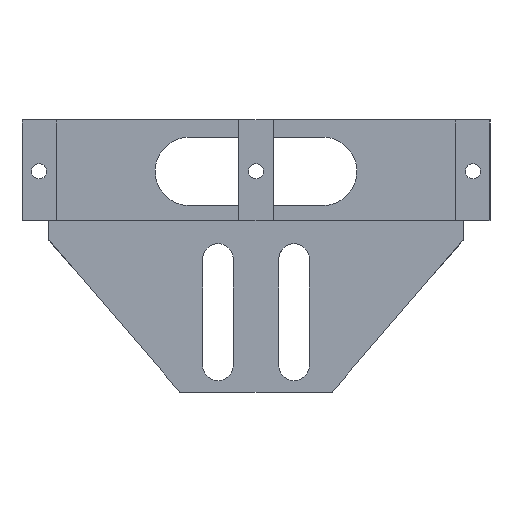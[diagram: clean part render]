
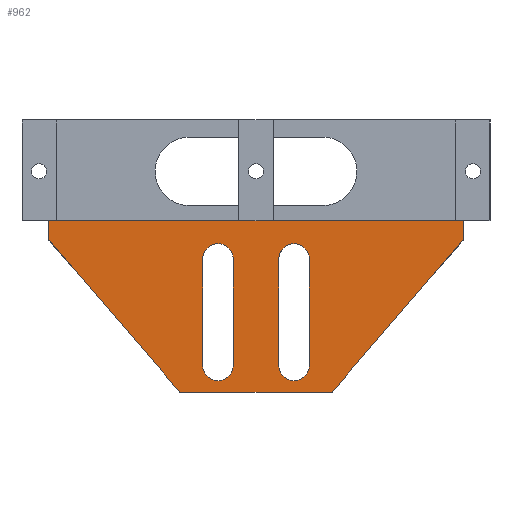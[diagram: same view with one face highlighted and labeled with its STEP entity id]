
A CAD part, front view. The second image highlights one B-rep face of the part: STEP entity #962.
In plain terms, the highlighted planar face has unit normal (0, -1, 0).
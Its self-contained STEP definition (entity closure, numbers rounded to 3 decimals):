
#15=FACE_BOUND('',#117,.T.);
#16=FACE_BOUND('',#118,.T.);
#29=PLANE('',#1020);
#68=FACE_OUTER_BOUND('',#116,.T.);
#116=EDGE_LOOP('',(#701,#702,#703,#704,#705,#706));
#117=EDGE_LOOP('',(#707,#708,#709,#710));
#118=EDGE_LOOP('',(#711,#712,#713,#714));
#177=CIRCLE('',#1021,2.);
#178=CIRCLE('',#1022,2.);
#179=CIRCLE('',#1023,2.);
#180=CIRCLE('',#1024,2.);
#195=LINE('',#1408,#313);
#199=LINE('',#1416,#317);
#208=LINE('',#1434,#326);
#209=LINE('',#1437,#327);
#210=LINE('',#1439,#328);
#211=LINE('',#1440,#329);
#212=LINE('',#1443,#330);
#213=LINE('',#1447,#331);
#214=LINE('',#1451,#332);
#215=LINE('',#1455,#333);
#313=VECTOR('',#1099,10.);
#317=VECTOR('',#1105,10.);
#326=VECTOR('',#1122,10.);
#327=VECTOR('',#1125,10.);
#328=VECTOR('',#1126,10.);
#329=VECTOR('',#1127,10.);
#330=VECTOR('',#1128,10.);
#331=VECTOR('',#1131,10.);
#332=VECTOR('',#1134,10.);
#333=VECTOR('',#1137,10.);
#441=VERTEX_POINT('',#1406);
#442=VERTEX_POINT('',#1407);
#444=VERTEX_POINT('',#1414);
#445=VERTEX_POINT('',#1415);
#451=VERTEX_POINT('',#1436);
#452=VERTEX_POINT('',#1438);
#453=VERTEX_POINT('',#1441);
#454=VERTEX_POINT('',#1442);
#455=VERTEX_POINT('',#1444);
#456=VERTEX_POINT('',#1446);
#457=VERTEX_POINT('',#1449);
#458=VERTEX_POINT('',#1450);
#459=VERTEX_POINT('',#1452);
#460=VERTEX_POINT('',#1454);
#533=EDGE_CURVE('',#441,#442,#195,.T.);
#537=EDGE_CURVE('',#444,#445,#199,.T.);
#548=EDGE_CURVE('',#445,#441,#208,.T.);
#549=EDGE_CURVE('',#442,#451,#209,.T.);
#550=EDGE_CURVE('',#451,#452,#210,.T.);
#551=EDGE_CURVE('',#452,#444,#211,.T.);
#552=EDGE_CURVE('',#453,#454,#212,.T.);
#553=EDGE_CURVE('',#454,#455,#177,.T.);
#554=EDGE_CURVE('',#455,#456,#213,.T.);
#555=EDGE_CURVE('',#456,#453,#178,.T.);
#556=EDGE_CURVE('',#457,#458,#214,.T.);
#557=EDGE_CURVE('',#458,#459,#179,.T.);
#558=EDGE_CURVE('',#459,#460,#215,.T.);
#559=EDGE_CURVE('',#460,#457,#180,.T.);
#701=ORIENTED_EDGE('',*,*,#537,.T.);
#702=ORIENTED_EDGE('',*,*,#548,.T.);
#703=ORIENTED_EDGE('',*,*,#533,.T.);
#704=ORIENTED_EDGE('',*,*,#549,.T.);
#705=ORIENTED_EDGE('',*,*,#550,.T.);
#706=ORIENTED_EDGE('',*,*,#551,.T.);
#707=ORIENTED_EDGE('',*,*,#552,.T.);
#708=ORIENTED_EDGE('',*,*,#553,.T.);
#709=ORIENTED_EDGE('',*,*,#554,.T.);
#710=ORIENTED_EDGE('',*,*,#555,.T.);
#711=ORIENTED_EDGE('',*,*,#556,.T.);
#712=ORIENTED_EDGE('',*,*,#557,.T.);
#713=ORIENTED_EDGE('',*,*,#558,.T.);
#714=ORIENTED_EDGE('',*,*,#559,.T.);
#962=ADVANCED_FACE('',(#68,#15,#16),#29,.T.);
#1020=AXIS2_PLACEMENT_3D('',#1435,#1123,#1124);
#1021=AXIS2_PLACEMENT_3D('',#1445,#1129,#1130);
#1022=AXIS2_PLACEMENT_3D('',#1448,#1132,#1133);
#1023=AXIS2_PLACEMENT_3D('',#1453,#1135,#1136);
#1024=AXIS2_PLACEMENT_3D('',#1456,#1138,#1139);
#1099=DIRECTION('',(0.653,0.,0.757));
#1105=DIRECTION('',(0.653,0.,-0.757));
#1122=DIRECTION('',(1.,0.,0.));
#1123=DIRECTION('center_axis',(0.,-1.,0.));
#1124=DIRECTION('ref_axis',(0.,0.,
1.));
#1125=DIRECTION('',(0.,0.,1.));
#1126=DIRECTION('',(-1.,0.,0.));
#1127=DIRECTION('',(0.,0.,-1.));
#1128=DIRECTION('',(0.,0.,-1.));
#1129=DIRECTION('center_axis',(0.,1.,0.));
#1130=DIRECTION('ref_axis',(-1.,0.,0.));
#1131=DIRECTION('',(0.,0.,1.));
#1132=DIRECTION('center_axis',(0.,1.,0.));
#1133=DIRECTION('ref_axis',(1.,0.,0.));
#1134=DIRECTION('',(0.,0.,1.));
#1135=DIRECTION('center_axis',(0.,1.,0.));
#1136=DIRECTION('ref_axis',(1.,0.,0.));
#1137=DIRECTION('',(0.,0.,-1.));
#1138=DIRECTION('center_axis',(0.,1.,0.));
#1139=DIRECTION('ref_axis',(-1.,0.,0.));
#1406=CARTESIAN_POINT('',(9.,2.,-17.));
#1407=CARTESIAN_POINT('',(26.25,2.,3.));
#1408=CARTESIAN_POINT('',(9.,2.,-17.));
#1414=CARTESIAN_POINT('',(-28.25,2.,3.));
#1415=CARTESIAN_POINT('',(-11.,2.,-17.));
#1416=CARTESIAN_POINT('',(-28.25,2.,3.));
#1434=CARTESIAN_POINT('',(-11.,2.,-17.));
#1435=CARTESIAN_POINT('Origin',(-1.,2.,17.5));
#1436=CARTESIAN_POINT('',(26.25,2.,5.5));
#1437=CARTESIAN_POINT('',(26.25,2.,24.75));
#1438=CARTESIAN_POINT('',(-28.25,2.,5.5));
#1439=CARTESIAN_POINT('',(-15.,2.,5.5));
#1440=CARTESIAN_POINT('',(-28.25,2.,14.625));
#1441=CARTESIAN_POINT('',(-4.,2.,0.5));
#1442=CARTESIAN_POINT('',(-4.,2.,-13.5));
#1443=CARTESIAN_POINT('',(-4.,2.,9.));
#1444=CARTESIAN_POINT('',(-8.,2.,-13.5));
#1445=CARTESIAN_POINT('Origin',(-6.,2.,-13.5));
#1446=CARTESIAN_POINT('',(-8.,2.,0.5));
#1447=CARTESIAN_POINT('',(-8.,2.,2.));
#1448=CARTESIAN_POINT('Origin',(-6.,2.,0.5));
#1449=CARTESIAN_POINT('',(2.,2.,-13.5));
#1450=CARTESIAN_POINT('',(2.,2.,0.5));
#1451=CARTESIAN_POINT('',(2.,2.,2.));
#1452=CARTESIAN_POINT('',(6.,2.,0.5));
#1453=CARTESIAN_POINT('Origin',(4.,2.,0.5));
#1454=CARTESIAN_POINT('',(6.,2.,-13.5));
#1455=CARTESIAN_POINT('',(6.,2.,9.));
#1456=CARTESIAN_POINT('Origin',(4.,2.,-13.5));
